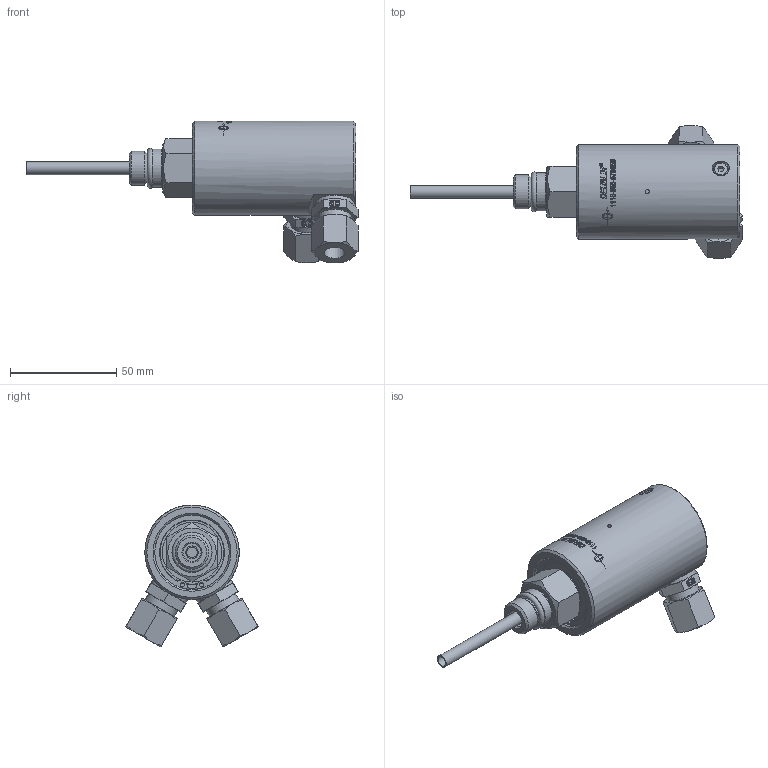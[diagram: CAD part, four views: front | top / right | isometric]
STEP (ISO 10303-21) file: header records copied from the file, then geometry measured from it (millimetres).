
FILE_DESCRIPTION(/* description */ (''),/* implementation_level */ '2;1');
FILE_NAME(/* name */ '1116-656-578658-IC.stp',/* time_stamp */ '2020-05-14T13:36:58-05:00',/* author */ ('moorera'),/* organization */ (''),/* preprocessor_version */ 'ST-DEVELOPER v18.1',/* originating_system */ 'Autodesk Inventor 2020',/* authorisation */ '');
FILE_SCHEMA (('AUTOMOTIVE_DESIGN { 1 0 10303 214 3 1 1 }'));
Length unit declared in the file: millimetre
Products named in the file (1): 1116-656-578658-IC
Bounding box: 156.37 x 62.45 x 66.84 mm (x, y, z)
Volume: 135592.4 mm3; surface area: 30181.3 mm2
Topology: 1 solids, 7 shells, 676 faces, 1753 edges, 1164 vertices
Faces by surface type: plane 299, bspline 166, cylinder 133, cone 67, torus 11
Full cylindrical faces by diameter (mm): 1.981 x2, 2 x1, 3.36 x2, 4 x1, 4.5 x1, 5 x1, 6 x3, 7 x1, 8 x1, 8.5 x1, 10 x2, 11.1 x2, 11.445 x3, 11.6 x2, 13.5 x2, 14.48 x1, 15 x1, 16 x3, 16.62 x2, 16.63 x2, 17.991 x1, 19 x2, 19.84 x1, 21.675 x1, 28.062 x1, 30.125 x1, 30.4 x1, 35 x1, 35.08 x2, 37.25 x1
Entity records: 26386 total; most frequent: CARTESIAN_POINT 10320, ORIENTED_EDGE 3504, DIRECTION 2907, EDGE_CURVE 1752, VERTEX_POINT 1164, AXIS2_PLACEMENT_3D 1119, EDGE_LOOP 774, FACE_OUTER_BOUND 676
